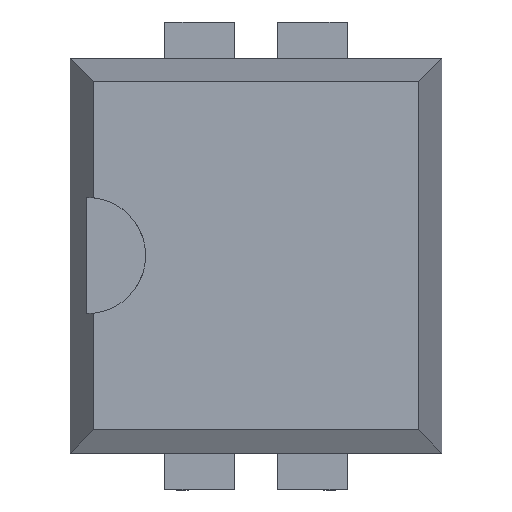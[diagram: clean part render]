
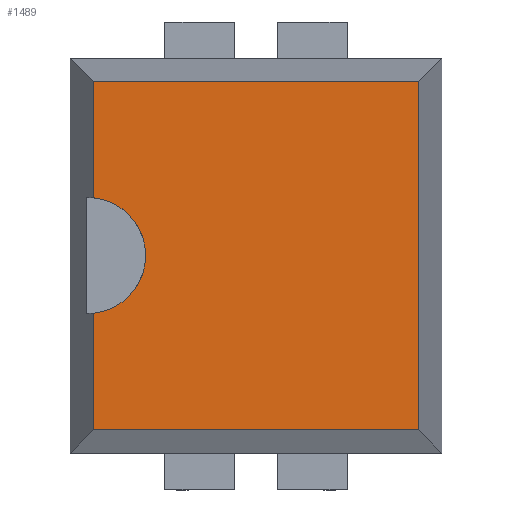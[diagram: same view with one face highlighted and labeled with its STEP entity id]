
A CAD part, top view. The second image highlights one B-rep face of the part: STEP entity #1489.
In plain terms, the highlighted planar face has unit normal (0, 0, 1).
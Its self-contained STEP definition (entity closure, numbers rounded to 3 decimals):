
#21 = CARTESIAN_POINT ( 'NONE',  ( -7.225, -3.765, 4.48 ) ) ;
#60 = EDGE_CURVE ( 'NONE', #803, #1110, #1887, .T. ) ;
#61 = VERTEX_POINT ( 'NONE', #907 ) ;
#79 = LINE ( 'NONE', #434, #840 ) ;
#112 = AXIS2_PLACEMENT_3D ( 'NONE', #21, #912, #1210 ) ;
#153 = DIRECTION ( 'NONE',  ( 1., 0., 0. ) ) ;
#179 = DIRECTION ( 'NONE',  ( 0., -1., 0. ) ) ;
#221 = ORIENTED_EDGE ( 'NONE', *, *, #60, .F. ) ;
#235 = AXIS2_PLACEMENT_3D ( 'NONE', #1487, #1345, #153 ) ;
#255 = DIRECTION ( 'NONE',  ( 0., 1., 0. ) ) ;
#306 = CIRCLE ( 'NONE', #1115, 1. ) ;
#350 = ORIENTED_EDGE ( 'NONE', *, *, #1279, .T. ) ;
#434 = CARTESIAN_POINT ( 'NONE',  ( -7.225, -6.765, 4.48 ) ) ;
#437 = VERTEX_POINT ( 'NONE', #896 ) ;
#446 = EDGE_CURVE ( 'NONE', #1866, #61, #306, .T. ) ;
#459 = VERTEX_POINT ( 'NONE', #1368 ) ;
#543 = DIRECTION ( 'NONE',  ( -1., 0., 0. ) ) ;
#572 = EDGE_LOOP ( 'NONE', ( #993, #1445, #575, #350, #723, #1827, #221 ) ) ;
#575 = ORIENTED_EDGE ( 'NONE', *, *, #446, .T. ) ;
#595 = VECTOR ( 'NONE', #255, 1000. ) ;
#617 = CARTESIAN_POINT ( 'NONE',  ( -10.025, -0.765, 4.48 ) ) ;
#619 = CIRCLE ( 'NONE', #235, 1. ) ;
#723 = ORIENTED_EDGE ( 'NONE', *, *, #1350, .F. ) ;
#781 = PLANE ( 'NONE',  #112 ) ;
#803 = VERTEX_POINT ( 'NONE', #1280 ) ;
#840 = VECTOR ( 'NONE', #543, 1000. ) ;
#865 = CARTESIAN_POINT ( 'NONE',  ( -7.225, -0.765, 4.48 ) ) ;
#887 = EDGE_CURVE ( 'NONE', #1472, #803, #1752, .T. ) ;
#896 = CARTESIAN_POINT ( 'NONE',  ( -10.025, -6.765, 4.48 ) ) ;
#907 = CARTESIAN_POINT ( 'NONE',  ( -9.125, -3.765, 4.48 ) ) ;
#912 = DIRECTION ( 'NONE',  ( 0., 0., 1. ) ) ;
#993 = ORIENTED_EDGE ( 'NONE', *, *, #887, .F. ) ;
#1052 = CARTESIAN_POINT ( 'NONE',  ( -10.025, -2.77, 4.48 ) ) ;
#1110 = VERTEX_POINT ( 'NONE', #1724 ) ;
#1115 = AXIS2_PLACEMENT_3D ( 'NONE', #1353, #1788, #1794 ) ;
#1160 = LINE ( 'NONE', #1324, #1485 ) ;
#1164 = CARTESIAN_POINT ( 'NONE',  ( -10.025, -3.765, 4.48 ) ) ;
#1184 = DIRECTION ( 'NONE',  ( 0., 1., 0. ) ) ;
#1198 = VECTOR ( 'NONE', #179, 1000. ) ;
#1210 = DIRECTION ( 'NONE',  ( 1., 0., 0. ) ) ;
#1216 = EDGE_CURVE ( 'NONE', #1866, #1472, #1230, .T. ) ;
#1219 = EDGE_CURVE ( 'NONE', #1110, #437, #79, .T. ) ;
#1230 = LINE ( 'NONE', #1164, #595 ) ;
#1279 = EDGE_CURVE ( 'NONE', #61, #459, #619, .T. ) ;
#1280 = CARTESIAN_POINT ( 'NONE',  ( -4.425, -0.765, 4.48 ) ) ;
#1324 = CARTESIAN_POINT ( 'NONE',  ( -10.025, -3.765, 4.48 ) ) ;
#1344 = FACE_OUTER_BOUND ( 'NONE', #572, .T. ) ;
#1345 = DIRECTION ( 'NONE',  ( 0., 0., -1. ) ) ;
#1350 = EDGE_CURVE ( 'NONE', #437, #459, #1160, .T. ) ;
#1353 = CARTESIAN_POINT ( 'NONE',  ( -10.125, -3.765, 4.48 ) ) ;
#1368 = CARTESIAN_POINT ( 'NONE',  ( -10.025, -4.76, 4.48 ) ) ;
#1374 = VECTOR ( 'NONE', #1723, 1000. ) ;
#1445 = ORIENTED_EDGE ( 'NONE', *, *, #1216, .F. ) ;
#1472 = VERTEX_POINT ( 'NONE', #617 ) ;
#1485 = VECTOR ( 'NONE', #1184, 1000. ) ;
#1487 = CARTESIAN_POINT ( 'NONE',  ( -10.125, -3.765, 4.48 ) ) ;
#1489 = ADVANCED_FACE ( 'NONE', ( #1344 ), #781, .T. ) ;
#1723 = DIRECTION ( 'NONE',  ( 1., 0., 0. ) ) ;
#1724 = CARTESIAN_POINT ( 'NONE',  ( -4.425, -6.765, 4.48 ) ) ;
#1752 = LINE ( 'NONE', #865, #1374 ) ;
#1777 = CARTESIAN_POINT ( 'NONE',  ( -4.425, -3.765, 4.48 ) ) ;
#1788 = DIRECTION ( 'NONE',  ( 0., 0., -1. ) ) ;
#1794 = DIRECTION ( 'NONE',  ( 1., 0., 0. ) ) ;
#1827 = ORIENTED_EDGE ( 'NONE', *, *, #1219, .F. ) ;
#1866 = VERTEX_POINT ( 'NONE', #1052 ) ;
#1887 = LINE ( 'NONE', #1777, #1198 ) ;
